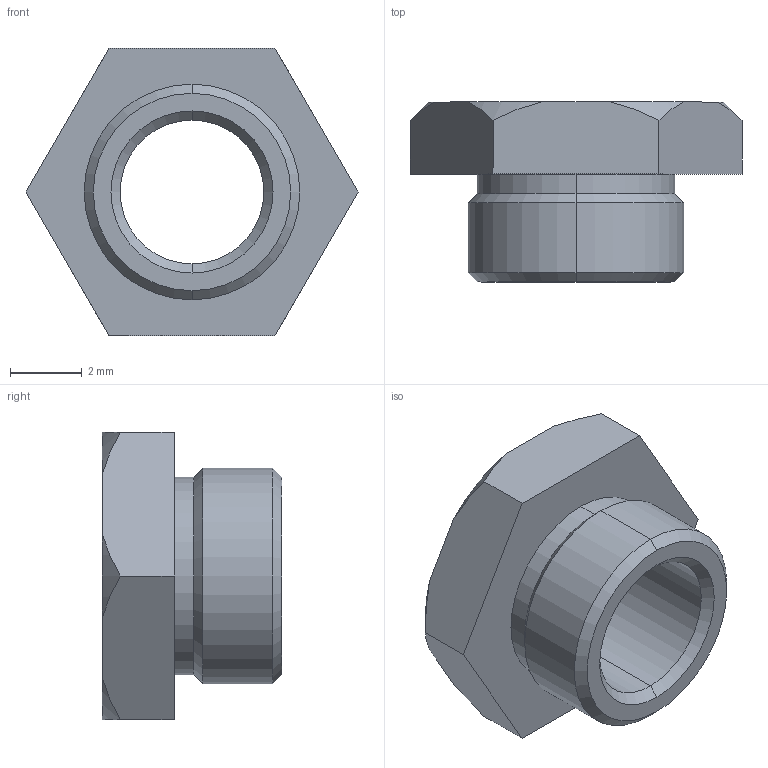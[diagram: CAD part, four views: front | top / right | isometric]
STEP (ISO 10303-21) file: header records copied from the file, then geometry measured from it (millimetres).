
FILE_DESCRIPTION (( 'STEP AP214' ), '1' );
FILE_NAME ('TTN174839-E0W.STEP', '2019-02-14T18:55:00', ( '' ), ( '' ), 'SwSTEP 2.0', 'SolidWorks 2018', '' );
FILE_SCHEMA (( 'AUTOMOTIVE_DESIGN' ));
Length unit declared in the file: inch
Products named in the file (1): TTN174839-E0W
Bounding box: 9.24 x 5 x 8 mm (x, y, z)
Volume: 128.1 mm3; surface area: 257.3 mm2
Topology: 1 solids, 1 shells, 29 faces, 68 edges, 42 vertices
Faces by surface type: cone 14, plane 9, cylinder 6
Entity records: 950 total; most frequent: CARTESIAN_POINT 192, DIRECTION 140, ORIENTED_EDGE 136, EDGE_CURVE 68, AXIS2_PLACEMENT_3D 54, VERTEX_POINT 42, EDGE_LOOP 32, LINE 32
